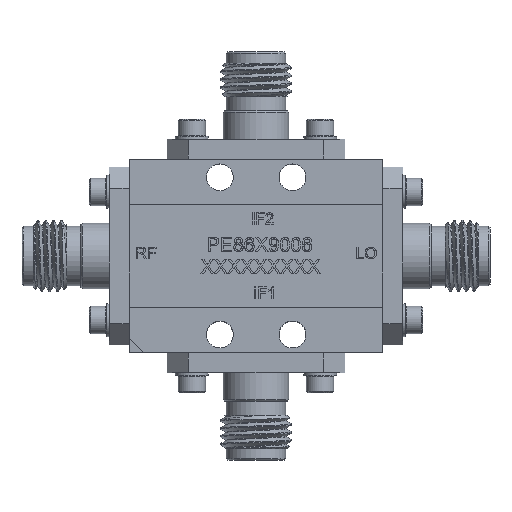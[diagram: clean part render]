
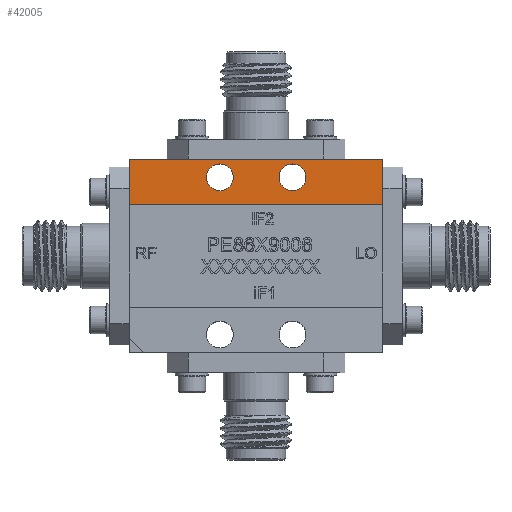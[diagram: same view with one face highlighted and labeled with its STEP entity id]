
A CAD part, top view. The second image highlights one B-rep face of the part: STEP entity #42005.
In plain terms, the highlighted planar face has unit normal (0, 0, 1).
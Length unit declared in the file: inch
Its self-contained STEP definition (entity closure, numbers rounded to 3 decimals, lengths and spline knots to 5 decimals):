
#874 = CARTESIAN_POINT ( 'NONE',  ( 0.175, 0.276, 0.1 ) ) ;
#2250 = ORIENTED_EDGE ( 'NONE', *, *, #24811, .T. ) ;
#2445 = DIRECTION ( 'NONE',  ( -1., 0., 0. ) ) ;
#2833 = ORIENTED_EDGE ( 'NONE', *, *, #19469, .F. ) ;
#3078 = EDGE_CURVE ( 'NONE', #25283, #8268, #32671, .T. ) ;
#3176 = AXIS2_PLACEMENT_3D ( 'NONE', #11025, #24404, #17053 ) ;
#3229 = ORIENTED_EDGE ( 'NONE', *, *, #24642, .F. ) ;
#4095 = CARTESIAN_POINT ( 'NONE',  ( -0.08, 0.276, 0.1 ) ) ;
#4238 = EDGE_CURVE ( 'NONE', #26153, #25283, #41299, .T. ) ;
#7423 = ORIENTED_EDGE ( 'NONE', *, *, #41797, .T. ) ;
#7652 = LINE ( 'NONE', #23811, #21511 ) ;
#8268 = VERTEX_POINT ( 'NONE', #22094 ) ;
#8693 = FACE_BOUND ( 'NONE', #14283, .T. ) ;
#11025 = CARTESIAN_POINT ( 'NONE',  ( -0.127, 0.276, 0.1 ) ) ;
#13009 = CARTESIAN_POINT ( 'NONE',  ( -0.445, 0.34, 0.1 ) ) ;
#13012 = ORIENTED_EDGE ( 'NONE', *, *, #3078, .T. ) ;
#13788 = VERTEX_POINT ( 'NONE', #874 ) ;
#14283 = EDGE_LOOP ( 'NONE', ( #3229 ) ) ;
#14587 = VECTOR ( 'NONE', #33987, 39.37008 ) ;
#17053 = DIRECTION ( 'NONE',  ( 1., 0., 0. ) ) ;
#18998 = PLANE ( 'NONE',  #22168 ) ;
#19440 = VECTOR ( 'NONE', #26176, 39.37008 ) ;
#19469 = EDGE_CURVE ( 'NONE', #27175, #27175, #38998, .T. ) ;
#20841 = DIRECTION ( 'NONE',  ( 0., 0., 1. ) ) ;
#21511 = VECTOR ( 'NONE', #24654, 39.37008 ) ;
#21614 = DIRECTION ( 'NONE',  ( 1., 0., 0. ) ) ;
#22094 = CARTESIAN_POINT ( 'NONE',  ( -0.445, 0.18, 0.1 ) ) ;
#22168 = AXIS2_PLACEMENT_3D ( 'NONE', #38464, #28315, #21614 ) ;
#23811 = CARTESIAN_POINT ( 'NONE',  ( -0.445, 0.18, 0.1 ) ) ;
#24404 = DIRECTION ( 'NONE',  ( 0., 0., 1. ) ) ;
#24642 = EDGE_CURVE ( 'NONE', #13788, #13788, #37336, .T. ) ;
#24654 = DIRECTION ( 'NONE',  ( 1., 0., 0. ) ) ;
#24811 = EDGE_CURVE ( 'NONE', #32447, #26153, #33558, .T. ) ;
#25283 = VERTEX_POINT ( 'NONE', #31283 ) ;
#26153 = VERTEX_POINT ( 'NONE', #37081 ) ;
#26176 = DIRECTION ( 'NONE',  ( 0., -1., 0. ) ) ;
#27175 = VERTEX_POINT ( 'NONE', #4095 ) ;
#28315 = DIRECTION ( 'NONE',  ( 0., 0., 1. ) ) ;
#30591 = ORIENTED_EDGE ( 'NONE', *, *, #4238, .T. ) ;
#30593 = VECTOR ( 'NONE', #2445, 39.37008 ) ;
#31283 = CARTESIAN_POINT ( 'NONE',  ( -0.445, 0.34, 0.1 ) ) ;
#31379 = CARTESIAN_POINT ( 'NONE',  ( -0.445, 0.34, 0.1 ) ) ;
#31992 = FACE_OUTER_BOUND ( 'NONE', #35433, .T. ) ;
#32447 = VERTEX_POINT ( 'NONE', #33045 ) ;
#32671 = LINE ( 'NONE', #13009, #19440 ) ;
#33045 = CARTESIAN_POINT ( 'NONE',  ( 0.445, 0.18, 0.1 ) ) ;
#33318 = EDGE_LOOP ( 'NONE', ( #2833 ) ) ;
#33558 = LINE ( 'NONE', #40025, #14587 ) ;
#33987 = DIRECTION ( 'NONE',  ( 0., 1., 0. ) ) ;
#34033 = DIRECTION ( 'NONE',  ( 1., 0., 0. ) ) ;
#35213 = FACE_BOUND ( 'NONE', #33318, .T. ) ;
#35433 = EDGE_LOOP ( 'NONE', ( #13012, #7423, #2250, #30591 ) ) ;
#35939 = AXIS2_PLACEMENT_3D ( 'NONE', #37052, #20841, #34033 ) ;
#37052 = CARTESIAN_POINT ( 'NONE',  ( 0.128, 0.276, 0.1 ) ) ;
#37081 = CARTESIAN_POINT ( 'NONE',  ( 0.445, 0.34, 0.1 ) ) ;
#37336 = CIRCLE ( 'NONE', #35939, 0.047 ) ;
#38464 = CARTESIAN_POINT ( 'NONE',  ( 0., 0., 0.1 ) ) ;
#38998 = CIRCLE ( 'NONE', #3176, 0.047 ) ;
#40025 = CARTESIAN_POINT ( 'NONE',  ( 0.445, 0.34, 0.1 ) ) ;
#41299 = LINE ( 'NONE', #31379, #30593 ) ;
#41797 = EDGE_CURVE ( 'NONE', #8268, #32447, #7652, .T. ) ;
#42005 = ADVANCED_FACE ( 'NONE', ( #31992, #35213, #8693 ), #18998, .T. ) ;
